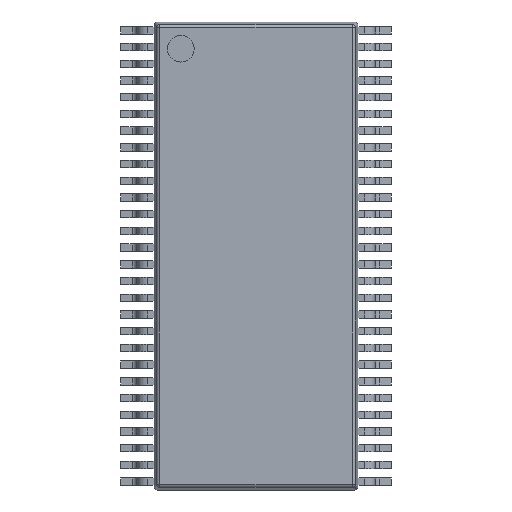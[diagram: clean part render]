
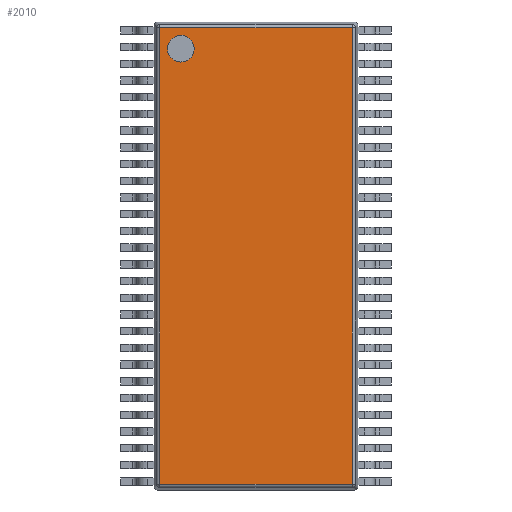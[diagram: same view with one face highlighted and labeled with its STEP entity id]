
A CAD part, top view. The second image highlights one B-rep face of the part: STEP entity #2010.
In plain terms, the highlighted face is planar.
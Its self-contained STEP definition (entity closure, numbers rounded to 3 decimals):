
#761=CARTESIAN_POINT('',(-2.25,0.45,-6.2));
#762=DIRECTION('',(0.,-1.,0.));
#763=DIRECTION('',(1.,0.,0.));
#764=AXIS2_PLACEMENT_3D('',#761,#762,#763);
#769=CARTESIAN_POINT('',(-2.25,0.45,-6.2));
#770=DIRECTION('',(0.,-1.,0.));
#771=DIRECTION('',(-1.,0.,0.));
#772=AXIS2_PLACEMENT_3D('',#769,#770,#771);
#777=DIRECTION('',(0.,0.,1.));
#778=VECTOR('',#777,13.647);
#779=CARTESIAN_POINT('',(-2.873,0.45,-6.823));
#780=LINE('',#779,#778);
#784=DIRECTION('',(-1.,0.,0.));
#785=VECTOR('',#784,5.747);
#786=CARTESIAN_POINT('',(2.873,0.45,-6.823));
#787=LINE('',#786,#785);
#791=DIRECTION('',(0.,0.,-1.));
#792=VECTOR('',#791,13.647);
#793=CARTESIAN_POINT('',(2.873,0.45,6.823));
#794=LINE('',#793,#792);
#798=DIRECTION('',(1.,0.,0.));
#799=VECTOR('',#798,5.747);
#800=CARTESIAN_POINT('',(-2.873,0.45,6.823));
#801=LINE('',#800,#799);
#1252=CARTESIAN_POINT('',(-1.85,0.45,-6.2));
#1253=CARTESIAN_POINT('',(-2.65,0.45,-6.2));
#1254=VERTEX_POINT('',#1252);
#1255=VERTEX_POINT('',#1253);
#1268=CARTESIAN_POINT('',(-2.873,0.45,-6.823));
#1269=CARTESIAN_POINT('',(-2.873,0.45,6.823));
#1270=VERTEX_POINT('',#1268);
#1271=VERTEX_POINT('',#1269);
#1276=CARTESIAN_POINT('',(2.873,0.45,6.823));
#1277=CARTESIAN_POINT('',(2.873,0.45,-6.823));
#1278=VERTEX_POINT('',#1276);
#1279=VERTEX_POINT('',#1277);
#1993=CARTESIAN_POINT('',(0.,0.45,0.));
#1994=DIRECTION('',(0.,1.,0.));
#1995=DIRECTION('',(1.,0.,0.));
#1996=AXIS2_PLACEMENT_3D('',#1993,#1994,#1995);
#1997=PLANE('',#1996);
#1998=ORIENTED_EDGE('',*,*,#1917,.F.);
#1999=ORIENTED_EDGE('',*,*,#1984,.F.);
#2000=ORIENTED_EDGE('',*,*,#1826,.F.);
#2001=ORIENTED_EDGE('',*,*,#1855,.F.);
#2002=EDGE_LOOP('',(#1998,#1999,#2000,#2001));
#2003=FACE_OUTER_BOUND('',#2002,.F.);
#2005=ORIENTED_EDGE('',*,*,#2004,.F.);
#2007=ORIENTED_EDGE('',*,*,#2006,.F.);
#2008=EDGE_LOOP('',(#2005,#2007));
#2009=FACE_BOUND('',#2008,.F.);
#2010=ADVANCED_FACE('',(#2003,#2009),#1997,.T.);
#765=CIRCLE('',#764,0.4);
#773=CIRCLE('',#772,0.4);
#1826=EDGE_CURVE('',#1278,#1279,#794,.T.);
#1855=EDGE_CURVE('',#1271,#1278,#801,.T.);
#1917=EDGE_CURVE('',#1270,#1271,#780,.T.);
#1984=EDGE_CURVE('',#1279,#1270,#787,.T.);
#2004=EDGE_CURVE('',#1254,#1255,#765,.T.);
#2006=EDGE_CURVE('',#1255,#1254,#773,.T.);
